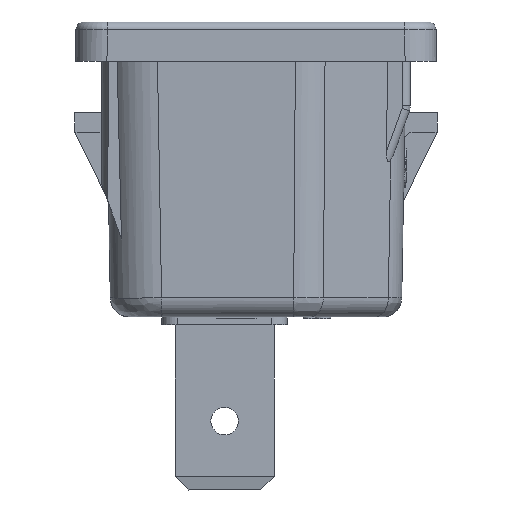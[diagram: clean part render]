
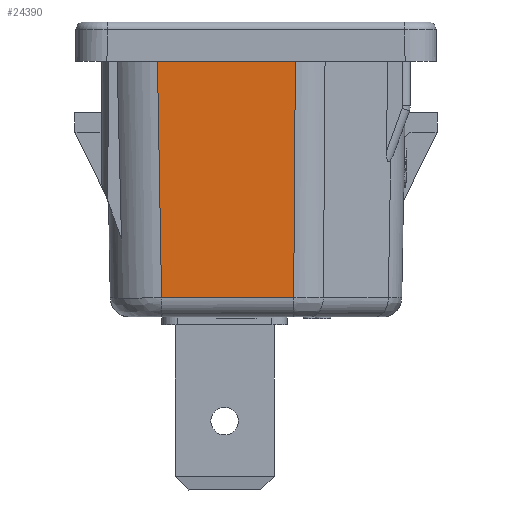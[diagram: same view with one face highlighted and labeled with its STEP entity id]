
A CAD part, left-side view. The second image highlights one B-rep face of the part: STEP entity #24390.
In plain terms, the highlighted face is planar.
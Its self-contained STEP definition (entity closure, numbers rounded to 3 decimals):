
#23920=CARTESIAN_POINT('',(0.111,11.709,0.));
#23930=DIRECTION('',(-1.,-0.017,-0.));
#23940=DIRECTION('',(-0.017,1.,0.));
#23950=AXIS2_PLACEMENT_3D('',#23920,#23930,#23940);
#23960=PLANE('',#23950);
#23970=CARTESIAN_POINT('',(-0.156,26.978,0.));
#23980=DIRECTION('',(0.,0.,1.));
#23990=VECTOR('',#23980,1.);
#24000=LINE('',#23970,#23990);
#24010=CARTESIAN_POINT('',(-0.156,26.978,-6.281
));
#24020=VERTEX_POINT('',#24010);
#24030=CARTESIAN_POINT('',(-0.156,26.978,0.6));
#24040=VERTEX_POINT('',#24030);
#24050=EDGE_CURVE('',#24020,#24040,#24000,.T.);
#24060=ORIENTED_EDGE('',*,*,#24050,.F.);
#24070=CARTESIAN_POINT('',(-0.156,26.978,0.));
#24080=DIRECTION('',(0.,0.,1.));
#24090=VECTOR('',#24080,1.);
#24100=LINE('',#24070,#24090);
#24110=CARTESIAN_POINT('',(-0.156,26.978,2.507)
);
#24120=VERTEX_POINT('',#24110);
#24130=EDGE_CURVE('',#24040,#24120,#24100,.T.);
#24140=ORIENTED_EDGE('',*,*,#24130,.F.);
#24150=CARTESIAN_POINT('',(0.316,-0.048,
2.319));
#24160=DIRECTION('',(-0.017,1.,
0.007));
#24170=VECTOR('',#24160,1.);
#24180=LINE('',#24150,#24170);
#24190=CARTESIAN_POINT('',(0.107,11.907,
2.402));
#24200=VERTEX_POINT('',#24190);
#24210=EDGE_CURVE('',#24200,#24120,#24180,.T.);
#24220=ORIENTED_EDGE('',*,*,#24210,.T.);
#24230=CARTESIAN_POINT('',(0.107,11.907,0.));
#24240=DIRECTION('',(0.,0.,1.));
#24250=VECTOR('',#24240,1.);
#24260=LINE('',#24230,#24250);
#24270=CARTESIAN_POINT('',(0.107,11.907,
-6.018));
#24280=VERTEX_POINT('',#24270);
#24290=EDGE_CURVE('',#24280,#24200,#24260,.T.);
#24300=ORIENTED_EDGE('',*,*,#24290,.T.);
#24310=CARTESIAN_POINT('',(0.316,-0.057,
-5.809));
#24320=DIRECTION('',(0.017,-1.,
0.017));
#24330=VECTOR('',#24320,1.);
#24340=LINE('',#24310,#24330);
#24350=EDGE_CURVE('',#24020,#24280,#24340,.T.);
#24360=ORIENTED_EDGE('',*,*,#24350,.T.);
#24370=EDGE_LOOP('',(#24360,#24300,#24220,#24140,#24060));
#24380=FACE_OUTER_BOUND('',#24370,.T.);
#24390=ADVANCED_FACE('',(#24380),#23960,.T.);
